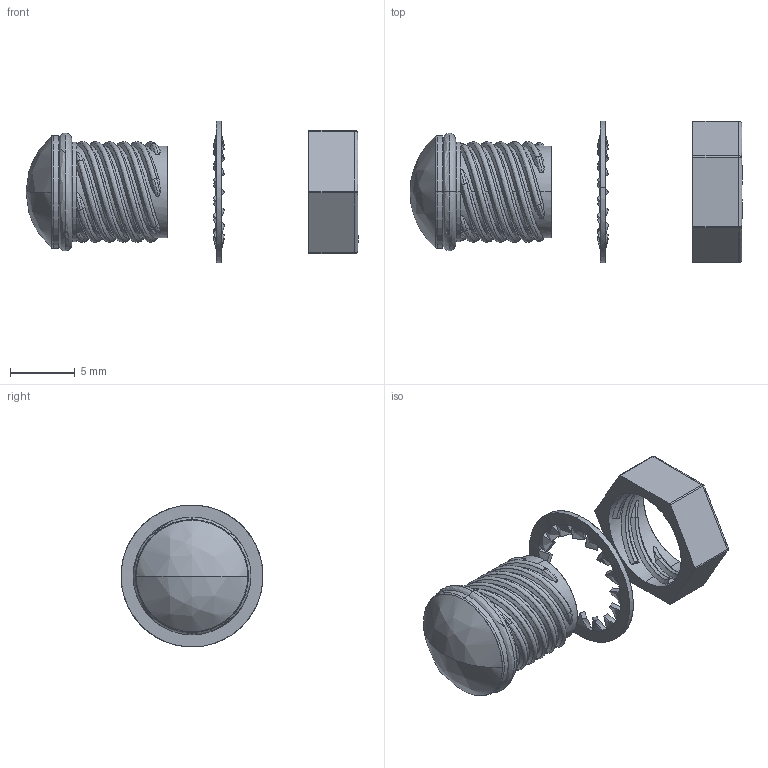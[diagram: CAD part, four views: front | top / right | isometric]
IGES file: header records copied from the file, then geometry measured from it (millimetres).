
Start section: SolidWorks IGES file using analytic representation for surfaces
Global section: file name: CMS_442_Series.IGS; native system: SolidWorks 2016; preprocessor: SolidWorks 2016; author: chwang; date: 180615.161940; units: millimetre
Bounding box: 25.67 x 10.97 x 10.97 mm (x, y, z)
Surface area: 1057.2 mm2 (no closed solid volume)
Topology: 0 solids, 0 shells, 283 faces, 2960 edges, 2954 vertices
Faces by surface type: bspline 195, revolution 88
